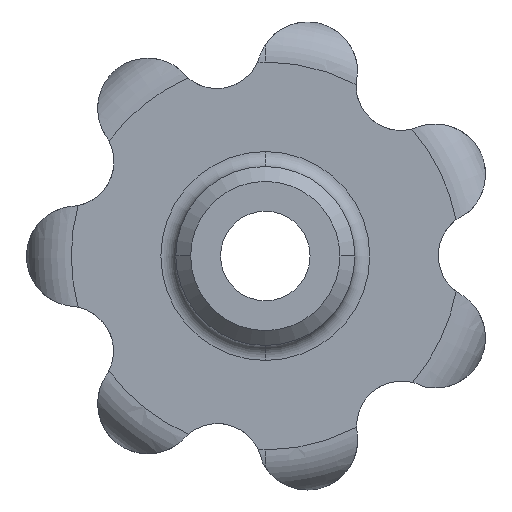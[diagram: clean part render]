
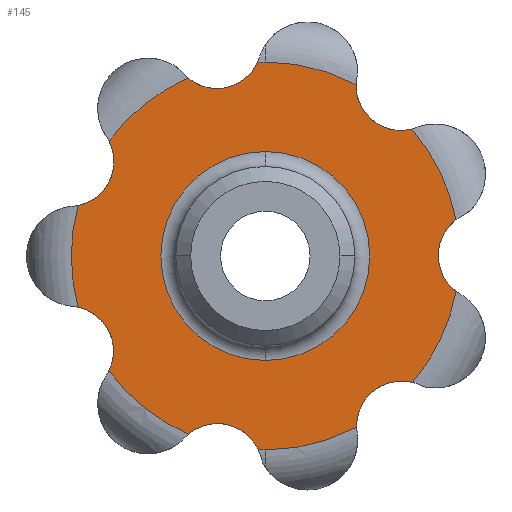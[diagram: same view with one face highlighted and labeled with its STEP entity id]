
A CAD part, front view. The second image highlights one B-rep face of the part: STEP entity #145.
In plain terms, the highlighted planar face has unit normal (0, -1, 0).
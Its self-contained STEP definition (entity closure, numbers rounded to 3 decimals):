
#145 = ADVANCED_FACE( '', ( #289, #290 ), #291, .T. );
#289 = FACE_OUTER_BOUND( '', #434, .T. );
#290 = FACE_BOUND( '', #435, .T. );
#291 = PLANE( '', #436 );
#434 = EDGE_LOOP( '', ( #1034, #1035, #1036, #1037, #1038, #1039, #1040, #1041, #1042, #1043, #1044, #1045, #1046, #1047, #1048, #1049 ) );
#435 = EDGE_LOOP( '', ( #1050, #1051, #1052 ) );
#436 = AXIS2_PLACEMENT_3D( '', #1053, #1054, #1055 );
#1034 = ORIENTED_EDGE( '', *, *, #1152, .T. );
#1035 = ORIENTED_EDGE( '', *, *, #1241, .F. );
#1036 = ORIENTED_EDGE( '', *, *, #1222, .T. );
#1037 = ORIENTED_EDGE( '', *, *, #1236, .F. );
#1038 = ORIENTED_EDGE( '', *, *, #1209, .T. );
#1039 = ORIENTED_EDGE( '', *, *, #1234, .F. );
#1040 = ORIENTED_EDGE( '', *, *, #1095, .F. );
#1041 = ORIENTED_EDGE( '', *, *, #1202, .T. );
#1042 = ORIENTED_EDGE( '', *, *, #1230, .F. );
#1043 = ORIENTED_EDGE( '', *, *, #1189, .T. );
#1044 = ORIENTED_EDGE( '', *, *, #1232, .F. );
#1045 = ORIENTED_EDGE( '', *, *, #1177, .T. );
#1046 = ORIENTED_EDGE( '', *, *, #1083, .F. );
#1047 = ORIENTED_EDGE( '', *, *, #1235, .F. );
#1048 = ORIENTED_EDGE( '', *, *, #1165, .T. );
#1049 = ORIENTED_EDGE( '', *, *, #1238, .F. );
#1050 = ORIENTED_EDGE( '', *, *, #1257, .T. );
#1051 = ORIENTED_EDGE( '', *, *, #1060, .T. );
#1052 = ORIENTED_EDGE( '', *, *, #1258, .T. );
#1053 = CARTESIAN_POINT( '', ( 10., 10., 0. ) );
#1054 = DIRECTION( '', ( 0., -1., 0. ) );
#1055 = DIRECTION( '', ( -1., 0., 0. ) );
#1060 = EDGE_CURVE( '', #1260, #1266, #1268, .T. );
#1083 = EDGE_CURVE( '', #1309, #1312, #1313, .T. );
#1095 = EDGE_CURVE( '', #1334, #1324, #1336, .T. );
#1152 = EDGE_CURVE( '', #1436, #1434, #1437, .T. );
#1165 = EDGE_CURVE( '', #1459, #1457, #1460, .T. );
#1177 = EDGE_CURVE( '', #1478, #1312, #1479, .T. );
#1189 = EDGE_CURVE( '', #1499, #1497, #1500, .T. );
#1202 = EDGE_CURVE( '', #1334, #1520, #1522, .T. );
#1209 = EDGE_CURVE( '', #1531, #1529, #1532, .T. );
#1222 = EDGE_CURVE( '', #1554, #1552, #1555, .T. );
#1230 = EDGE_CURVE( '', #1499, #1520, #1567, .T. );
#1232 = EDGE_CURVE( '', #1478, #1497, #1569, .T. );
#1234 = EDGE_CURVE( '', #1324, #1529, #1571, .T. );
#1235 = EDGE_CURVE( '', #1459, #1309, #1572, .T. );
#1236 = EDGE_CURVE( '', #1531, #1552, #1573, .T. );
#1238 = EDGE_CURVE( '', #1436, #1457, #1575, .T. );
#1241 = EDGE_CURVE( '', #1554, #1434, #1578, .T. );
#1257 = EDGE_CURVE( '', #1594, #1260, #1595, .T. );
#1258 = EDGE_CURVE( '', #1266, #1594, #1596, .T. );
#1260 = VERTEX_POINT( '', #1598 );
#1266 = VERTEX_POINT( '', #1604 );
#1268 = CIRCLE( '', #1606, 7. );
#1309 = VERTEX_POINT( '', #1727 );
#1312 = VERTEX_POINT( '', #1730 );
#1313 = CIRCLE( '', #1731, 13. );
#1324 = VERTEX_POINT( '', #1782 );
#1334 = VERTEX_POINT( '', #1827 );
#1336 = CIRCLE( '', #1832, 13. );
#1434 = VERTEX_POINT( '', #2229 );
#1436 = VERTEX_POINT( '', #2234 );
#1437 = CIRCLE( '', #2235, 3. );
#1457 = VERTEX_POINT( '', #2332 );
#1459 = VERTEX_POINT( '', #2337 );
#1460 = CIRCLE( '', #2338, 3. );
#1478 = VERTEX_POINT( '', #2433 );
#1479 = CIRCLE( '', #2434, 3. );
#1497 = VERTEX_POINT( '', #2526 );
#1499 = VERTEX_POINT( '', #2531 );
#1500 = CIRCLE( '', #2532, 3. );
#1520 = VERTEX_POINT( '', #2625 );
#1522 = CIRCLE( '', #2630, 3. );
#1529 = VERTEX_POINT( '', #2662 );
#1531 = VERTEX_POINT( '', #2667 );
#1532 = CIRCLE( '', #2668, 3. );
#1552 = VERTEX_POINT( '', #2763 );
#1554 = VERTEX_POINT( '', #2768 );
#1555 = CIRCLE( '', #2769, 3. );
#1567 = CIRCLE( '', #2820, 13. );
#1569 = CIRCLE( '', #2822, 13. );
#1571 = CIRCLE( '', #2824, 13. );
#1572 = CIRCLE( '', #2825, 13. );
#1573 = CIRCLE( '', #2826, 13. );
#1575 = CIRCLE( '', #2828, 13. );
#1578 = CIRCLE( '', #2831, 13. );
#1594 = VERTEX_POINT( '', #2847 );
#1595 = CIRCLE( '', #2848, 7. );
#1596 = CIRCLE( '', #2849, 7. );
#1598 = CARTESIAN_POINT( '', ( 0., 10., -7. ) );
#1604 = CARTESIAN_POINT( '', ( 0., 10., 7. ) );
#1606 = AXIS2_PLACEMENT_3D( '', #2862, #2863, #2864 );
#1727 = CARTESIAN_POINT( '', ( 0., 10., 13. ) );
#1730 = CARTESIAN_POINT( '', ( 6.081, 10., 11.49 ) );
#1731 = AXIS2_PLACEMENT_3D( '', #2899, #2900, #2901 );
#1782 = CARTESIAN_POINT( '', ( 0., 10., -13. ) );
#1827 = CARTESIAN_POINT( '', ( 6.121, 10., -11.469 ) );
#1832 = AXIS2_PLACEMENT_3D( '', #2911, #2912, #2913 );
#2229 = CARTESIAN_POINT( '', ( -12.552, 10., 3.384 ) );
#2234 = CARTESIAN_POINT( '', ( -10.476, 10., 7.698 ) );
#2235 = AXIS2_PLACEMENT_3D( '', #2951, #2952, #2953 );
#2332 = CARTESIAN_POINT( '', ( -5.186, 10., 11.921 ) );
#2337 = CARTESIAN_POINT( '', ( -0.519, 10., 12.99 ) );
#2338 = AXIS2_PLACEMENT_3D( '', #2957, #2958, #2959 );
#2433 = CARTESIAN_POINT( '', ( 9.828, 10., 8.51 ) );
#2434 = AXIS2_PLACEMENT_3D( '', #2963, #2964, #2965 );
#2526 = CARTESIAN_POINT( '', ( 12.774, 10., 2.416 ) );
#2531 = CARTESIAN_POINT( '', ( 12.782, 10., -2.371 ) );
#2532 = AXIS2_PLACEMENT_3D( '', #2969, #2970, #2971 );
#2625 = CARTESIAN_POINT( '', ( 9.857, 10., -8.476 ) );
#2630 = AXIS2_PLACEMENT_3D( '', #2975, #2976, #2977 );
#2662 = CARTESIAN_POINT( '', ( -0.474, 10., -12.991 ) );
#2667 = CARTESIAN_POINT( '', ( -5.144, 10., -11.939 ) );
#2668 = AXIS2_PLACEMENT_3D( '', #2981, #2982, #2983 );
#2763 = CARTESIAN_POINT( '', ( -10.48, 10., -7.692 ) );
#2768 = CARTESIAN_POINT( '', ( -12.538, 10., -3.435 ) );
#2769 = AXIS2_PLACEMENT_3D( '', #2987, #2988, #2989 );
#2820 = AXIS2_PLACEMENT_3D( '', #2991, #2992, #2993 );
#2822 = AXIS2_PLACEMENT_3D( '', #2997, #2998, #2999 );
#2824 = AXIS2_PLACEMENT_3D( '', #3003, #3004, #3005 );
#2825 = AXIS2_PLACEMENT_3D( '', #3006, #3007, #3008 );
#2826 = AXIS2_PLACEMENT_3D( '', #3009, #3010, #3011 );
#2828 = AXIS2_PLACEMENT_3D( '', #3015, #3016, #3017 );
#2831 = AXIS2_PLACEMENT_3D( '', #3024, #3025, #3026 );
#2847 = CARTESIAN_POINT( '', ( 7., 10., 0. ) );
#2848 = AXIS2_PLACEMENT_3D( '', #3072, #3073, #3074 );
#2849 = AXIS2_PLACEMENT_3D( '', #3075, #3076, #3077 );
#2862 = CARTESIAN_POINT( '', ( 0., 10., 0. ) );
#2863 = DIRECTION( '', ( 0., 1., 0. ) );
#2864 = DIRECTION( '', ( 1., 0., 0. ) );
#2899 = CARTESIAN_POINT( '', ( 0., 10., 0. ) );
#2900 = DIRECTION( '', ( 0., 1., 0. ) );
#2901 = DIRECTION( '', ( 1., 0., 0. ) );
#2911 = CARTESIAN_POINT( '', ( 0., 10., 0. ) );
#2912 = DIRECTION( '', ( 0., 1., 0. ) );
#2913 = DIRECTION( '', ( 1., 0., 0. ) );
#2951 = CARTESIAN_POINT( '', ( -13.143, 10., 6.325 ) );
#2952 = DIRECTION( '', ( 0., 1., 0. ) );
#2953 = DIRECTION( '', ( 0.085, 0., -0.996 ) );
#2957 = CARTESIAN_POINT( '', ( -3.256, 10., 14.218 ) );
#2958 = DIRECTION( '', ( 0., 1., 0. ) );
#2959 = DIRECTION( '', ( -0.725, 0., -0.688 ) );
#2963 = CARTESIAN_POINT( '', ( 9.08, 10., 11.415 ) );
#2964 = DIRECTION( '', ( 0., 1., 0. ) );
#2965 = DIRECTION( '', ( -0.991, 0., 0.137 ) );
#2969 = CARTESIAN_POINT( '', ( 14.586, 10., 0.025 ) );
#2970 = DIRECTION( '', ( 0., 1., 0. ) );
#2971 = DIRECTION( '', ( -0.511, 0., 0.86 ) );
#2975 = CARTESIAN_POINT( '', ( 9.12, 10., -11.384 ) );
#2976 = DIRECTION( '', ( 0., 1., 0. ) );
#2977 = DIRECTION( '', ( 0.353, 0., 0.935 ) );
#2981 = CARTESIAN_POINT( '', ( -3.207, 10., -14.229 ) );
#2982 = DIRECTION( '', ( 0., 1., 0. ) );
#2983 = DIRECTION( '', ( 0.952, 0., 0.307 ) );
#2987 = CARTESIAN_POINT( '', ( -13.171, 10., -6.367 ) );
#2988 = DIRECTION( '', ( 0., 1., 0. ) );
#2989 = DIRECTION( '', ( 0.829, 0., -0.559 ) );
#2991 = CARTESIAN_POINT( '', ( 0., 10., 0. ) );
#2992 = DIRECTION( '', ( 0., 1., 0. ) );
#2993 = DIRECTION( '', ( 1., 0., 0. ) );
#2997 = CARTESIAN_POINT( '', ( 0., 10., 0. ) );
#2998 = DIRECTION( '', ( 0., 1., 0. ) );
#2999 = DIRECTION( '', ( 1., 0., 0. ) );
#3003 = CARTESIAN_POINT( '', ( 0., 10., 0. ) );
#3004 = DIRECTION( '', ( 0., 1., 0. ) );
#3005 = DIRECTION( '', ( 1., 0., 0. ) );
#3006 = CARTESIAN_POINT( '', ( 0., 10., 0. ) );
#3007 = DIRECTION( '', ( 0., 1., 0. ) );
#3008 = DIRECTION( '', ( 1., 0., 0. ) );
#3009 = CARTESIAN_POINT( '', ( 0., 10., 0. ) );
#3010 = DIRECTION( '', ( 0., 1., 0. ) );
#3011 = DIRECTION( '', ( 1., 0., 0. ) );
#3015 = CARTESIAN_POINT( '', ( 0., 10., 0. ) );
#3016 = DIRECTION( '', ( 0., 1., 0. ) );
#3017 = DIRECTION( '', ( 1., 0., 0. ) );
#3024 = CARTESIAN_POINT( '', ( 0., 10., 0. ) );
#3025 = DIRECTION( '', ( 0., 1., 0. ) );
#3026 = DIRECTION( '', ( 1., 0., 0. ) );
#3072 = CARTESIAN_POINT( '', ( 0., 10., 0. ) );
#3073 = DIRECTION( '', ( 0., 1., 0. ) );
#3074 = DIRECTION( '', ( 1., 0., 0. ) );
#3075 = CARTESIAN_POINT( '', ( 0., 10., 0. ) );
#3076 = DIRECTION( '', ( 0., 1., 0. ) );
#3077 = DIRECTION( '', ( 1., 0., 0. ) );
